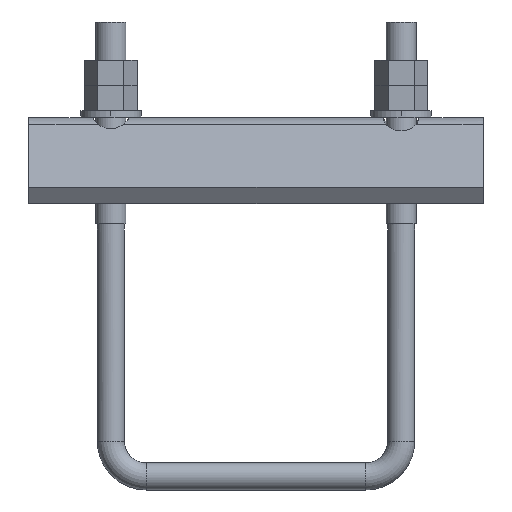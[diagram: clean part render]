
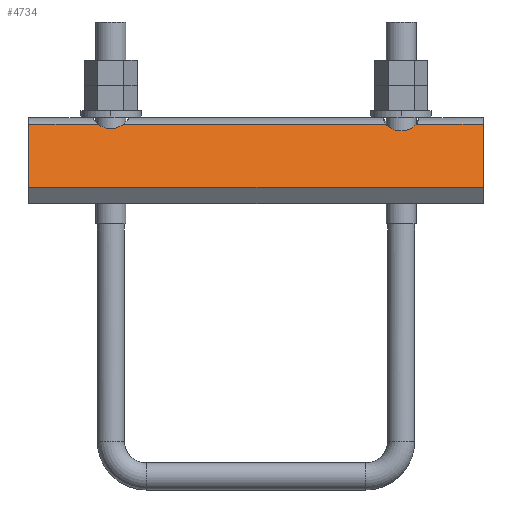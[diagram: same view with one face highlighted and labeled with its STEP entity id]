
A CAD part, left-side view. The second image highlights one B-rep face of the part: STEP entity #4734.
In plain terms, the highlighted planar face has unit normal (-0.579, 0, 0.816).
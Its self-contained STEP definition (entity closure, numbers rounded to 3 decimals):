
#1 = VECTOR ( 'NONE', #5617, 1000. ) ;
#136 = DIRECTION ( 'NONE',  ( 0., 1., 0. ) ) ;
#179 = ORIENTED_EDGE ( 'NONE', *, *, #1807, .T. ) ;
#339 = CARTESIAN_POINT ( 'NONE',  ( -159.364, 62.422, -0.539 ) ) ;
#400 = AXIS2_PLACEMENT_3D ( 'NONE', #2988, #3988, #2536 ) ;
#609 = CARTESIAN_POINT ( 'NONE',  ( -194.579, -90., -25.523 ) ) ;
#706 = EDGE_CURVE ( 'NONE', #4327, #2578, #2020, .T. ) ;
#762 = CARTESIAN_POINT ( 'NONE',  ( -194.579, 90., -25.523 ) ) ;
#795 = ORIENTED_EDGE ( 'NONE', *, *, #1210, .F. ) ;
#866 = EDGE_CURVE ( 'NONE', #4327, #5818, #5128, .T. ) ;
#990 = LINE ( 'NONE', #1383, #3496 ) ;
#1018 = PLANE ( 'NONE',  #400 ) ;
#1149 = CARTESIAN_POINT ( 'NONE',  ( -159.364, 90., -0.539 ) ) ;
#1155 = LINE ( 'NONE', #609, #1296 ) ;
#1210 = EDGE_CURVE ( 'NONE', #5818, #5107, #1155, .T. ) ;
#1296 = VECTOR ( 'NONE', #136, 1000. ) ;
#1383 = CARTESIAN_POINT ( 'NONE',  ( -159.364, -51.456, -0.539 ) ) ;
#1394 = CARTESIAN_POINT ( 'NONE',  ( -159.364, -51.456, -0.539 ) ) ;
#1426 = CARTESIAN_POINT ( 'NONE',  ( -164.709, -60.509, -4.331 ) ) ;
#1430 = ORIENTED_EDGE ( 'NONE', *, *, #866, .F. ) ;
#1470 = VECTOR ( 'NONE', #5862, 1000. ) ;
#1722 = CARTESIAN_POINT ( 'NONE',  ( -159.364, 52.578, -0.539 ) ) ;
#1793 = CARTESIAN_POINT ( 'NONE',  ( -162.686, 59.532, -2.895 ) ) ;
#1807 = EDGE_CURVE ( 'NONE', #5166, #3296, #2010, .T. ) ;
#1900 = EDGE_CURVE ( 'NONE', #3296, #2926, #2751, .T. ) ;
#1985 = VECTOR ( 'NONE', #6146, 1000. ) ;
#2010 =( BOUNDED_CURVE ( )  B_SPLINE_CURVE ( 3, ( #1722, #6226, #1793, #3785 ),
 .UNSPECIFIED., .F., .F. ) 
 B_SPLINE_CURVE_WITH_KNOTS ( ( 4, 4 ),
 ( 2.362, 3.921 ),
 .UNSPECIFIED. ) 
 CURVE ( )  GEOMETRIC_REPRESENTATION_ITEM ( )  RATIONAL_B_SPLINE_CURVE ( ( 1., 0.807, 0.807, 1. ) ) 
 REPRESENTATION_ITEM ( '' )  );
#2018 = FACE_OUTER_BOUND ( 'NONE', #2611, .T. ) ;
#2020 = LINE ( 'NONE', #2899, #1470 ) ;
#2237 = DIRECTION ( 'NONE',  ( 0., 1., 0. ) ) ;
#2530 = CARTESIAN_POINT ( 'NONE',  ( -194.579, 90., -25.523 ) ) ;
#2536 = DIRECTION ( 'NONE',  ( 0., 1., 0. ) ) ;
#2578 = VERTEX_POINT ( 'NONE', #2827 ) ;
#2611 = EDGE_LOOP ( 'NONE', ( #5414, #795, #1430, #2975, #5357, #3231, #179, #3513 ) ) ;
#2751 = LINE ( 'NONE', #339, #3536 ) ;
#2812 = VERTEX_POINT ( 'NONE', #1394 ) ;
#2827 = CARTESIAN_POINT ( 'NONE',  ( -159.364, -63.544, -0.539 ) ) ;
#2838 = EDGE_CURVE ( 'NONE', #2578, #2812, #5101, .T. ) ;
#2899 = CARTESIAN_POINT ( 'NONE',  ( -159.364, -90., -0.539 ) ) ;
#2926 = VERTEX_POINT ( 'NONE', #1149 ) ;
#2975 = ORIENTED_EDGE ( 'NONE', *, *, #706, .T. ) ;
#2988 = CARTESIAN_POINT ( 'NONE',  ( -194.579, 90., -25.523 ) ) ;
#3107 = EDGE_CURVE ( 'NONE', #5107, #2926, #4186, .T. ) ;
#3160 = CARTESIAN_POINT ( 'NONE',  ( -159.364, 52.578, -0.539 ) ) ;
#3231 = ORIENTED_EDGE ( 'NONE', *, *, #3235, .T. ) ;
#3235 = EDGE_CURVE ( 'NONE', #2812, #5166, #990, .T. ) ;
#3296 = VERTEX_POINT ( 'NONE', #5890 ) ;
#3345 = DIRECTION ( 'NONE',  ( 0., 1., 0. ) ) ;
#3496 = VECTOR ( 'NONE', #3345, 1000. ) ;
#3513 = ORIENTED_EDGE ( 'NONE', *, *, #1900, .T. ) ;
#3536 = VECTOR ( 'NONE', #2237, 1000. ) ;
#3785 = CARTESIAN_POINT ( 'NONE',  ( -159.364, 62.422, -0.539 ) ) ;
#3988 = DIRECTION ( 'NONE',  ( -0.579, 0., 0.816 ) ) ;
#4186 = LINE ( 'NONE', #762, #1 ) ;
#4327 = VERTEX_POINT ( 'NONE', #5932 ) ;
#4603 = CARTESIAN_POINT ( 'NONE',  ( -159.364, -90., -0.539 ) ) ;
#4734 = ADVANCED_FACE ( 'NONE', ( #2018 ), #1018, .T. ) ;
#4777 = CARTESIAN_POINT ( 'NONE',  ( -159.364, -63.544, -0.539 ) ) ;
#5101 =( BOUNDED_CURVE ( )  B_SPLINE_CURVE ( 3, ( #4777, #1426, #5209, #5767 ),
 .UNSPECIFIED., .F., .F. ) 
 B_SPLINE_CURVE_WITH_KNOTS ( ( 4, 4 ),
 ( 2.099, 4.184 ),
 .UNSPECIFIED. ) 
 CURVE ( )  GEOMETRIC_REPRESENTATION_ITEM ( )  RATIONAL_B_SPLINE_CURVE ( ( 1., 0.67, 0.67, 1. ) ) 
 REPRESENTATION_ITEM ( '' )  );
#5107 = VERTEX_POINT ( 'NONE', #2530 ) ;
#5128 = LINE ( 'NONE', #4603, #1985 ) ;
#5166 = VERTEX_POINT ( 'NONE', #3160 ) ;
#5209 = CARTESIAN_POINT ( 'NONE',  ( -164.709, -54.491, -4.331 ) ) ;
#5357 = ORIENTED_EDGE ( 'NONE', *, *, #2838, .T. ) ;
#5414 = ORIENTED_EDGE ( 'NONE', *, *, #3107, .F. ) ;
#5617 = DIRECTION ( 'NONE',  ( 0.816, 0., 0.579 ) ) ;
#5767 = CARTESIAN_POINT ( 'NONE',  ( -159.364, -51.456, -0.539 ) ) ;
#5818 = VERTEX_POINT ( 'NONE', #5919 ) ;
#5862 = DIRECTION ( 'NONE',  ( 0., 1., 0. ) ) ;
#5890 = CARTESIAN_POINT ( 'NONE',  ( -159.364, 62.422, -0.539 ) ) ;
#5919 = CARTESIAN_POINT ( 'NONE',  ( -194.579, -90., -25.523 ) ) ;
#5932 = CARTESIAN_POINT ( 'NONE',  ( -159.364, -90., -0.539 ) ) ;
#6146 = DIRECTION ( 'NONE',  ( -0.816, 0., -0.579 ) ) ;
#6226 = CARTESIAN_POINT ( 'NONE',  ( -162.686, 55.468, -2.895 ) ) ;
